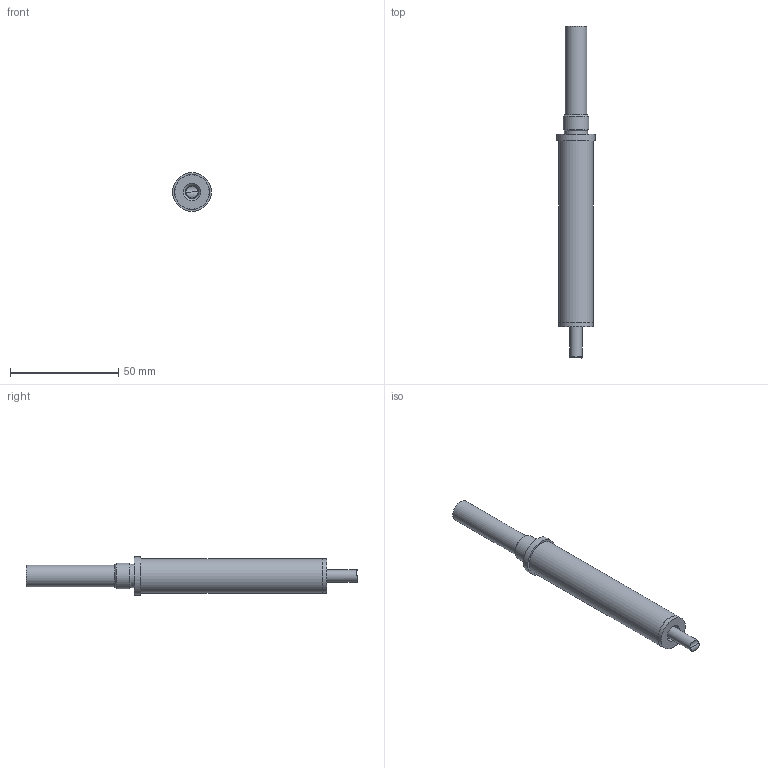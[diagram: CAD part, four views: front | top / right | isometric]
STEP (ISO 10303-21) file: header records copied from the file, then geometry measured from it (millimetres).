
FILE_DESCRIPTION(/* description */ (''),/* implementation_level */ '2;1');
FILE_NAME(/* name */ 'KI0046_Shrinkwrap_1.stp',/* time_stamp */ '2021-10-20T11:13:29+02:00',/* author */ ('Krieger Anja'),/* organization */ (''),/* preprocessor_version */ 'ST-DEVELOPER v18.1',/* originating_system */ 'Autodesk Inventor 2021',/* authorisation */ '');
FILE_SCHEMA (('AUTOMOTIVE_DESIGN { 1 0 10303 214 3 1 1 }'));
Length unit declared in the file: millimetre
Products named in the file (1): KI0046_Shrinkwrap_1
Bounding box: 18 x 153.4 x 18 mm (x, y, z)
Volume: 11979.9 mm3; surface area: 11736.2 mm2
Topology: 2 solids, 2 shells, 35 faces, 61 edges, 41 vertices
Faces by surface type: cylinder 16, plane 14, cone 5
Full cylindrical faces by diameter (mm): 4 x1, 5.6 x1, 6 x2, 10 x1, 10.78 x1, 12 x2, 13 x1, 14 x2, 15.9 x1, 16 x1, 18 x1
Entity records: 1023 total; most frequent: CARTESIAN_POINT 201, DIRECTION 164, ORIENTED_EDGE 122, AXIS2_PLACEMENT_3D 72, EDGE_CURVE 61, EDGE_LOOP 46, VERTEX_POINT 41, STYLED_ITEM 37
